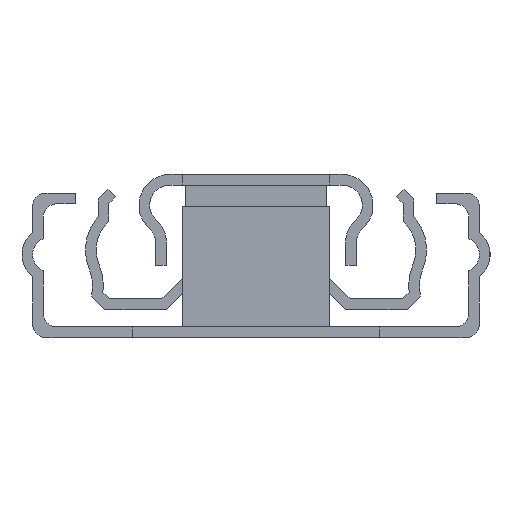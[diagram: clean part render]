
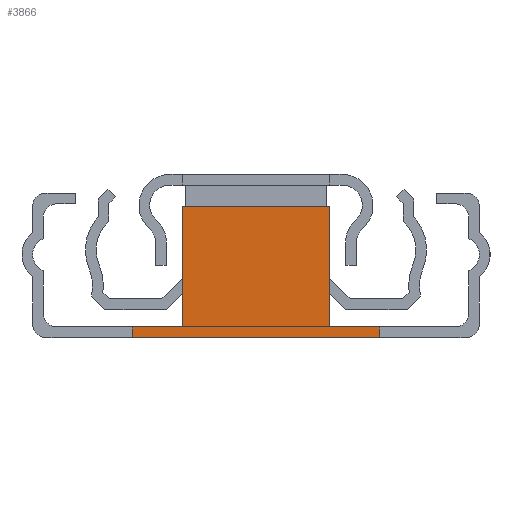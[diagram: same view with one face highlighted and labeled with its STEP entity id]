
A CAD part, left-side view. The second image highlights one B-rep face of the part: STEP entity #3866.
In plain terms, the highlighted planar face has unit normal (-1, 0, 0).
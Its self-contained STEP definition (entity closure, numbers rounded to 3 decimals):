
#3 = LINE ( 'NONE', #3565, #6669 ) ;
#94 = VECTOR ( 'NONE', #2841, 1000. ) ;
#144 = ORIENTED_EDGE ( 'NONE', *, *, #1364, .F. ) ;
#199 = ORIENTED_EDGE ( 'NONE', *, *, #4613, .T. ) ;
#243 = ORIENTED_EDGE ( 'NONE', *, *, #6107, .T. ) ;
#493 = CARTESIAN_POINT ( 'NONE',  ( -290.2, 9.25, 9.2 ) ) ;
#521 = CARTESIAN_POINT ( 'NONE',  ( -290.2, 0., 0. ) ) ;
#933 = CARTESIAN_POINT ( 'NONE',  ( -290.2, 0., 9.2 ) ) ;
#1050 = VECTOR ( 'NONE', #3529, 1000. ) ;
#1164 = EDGE_CURVE ( 'NONE', #5488, #5972, #5188, .T. ) ;
#1287 = DIRECTION ( 'NONE',  ( 0., -1., 0. ) ) ;
#1353 = VERTEX_POINT ( 'NONE', #1898 ) ;
#1364 = EDGE_CURVE ( 'NONE', #1469, #5488, #3102, .T. ) ;
#1469 = VERTEX_POINT ( 'NONE', #4847 ) ;
#1541 = EDGE_CURVE ( 'NONE', #3141, #3606, #5420, .T. ) ;
#1898 = CARTESIAN_POINT ( 'NONE',  ( -290.2, 5.5, 0. ) ) ;
#1947 = EDGE_CURVE ( 'NONE', #1469, #1353, #7112, .T. ) ;
#1984 = CARTESIAN_POINT ( 'NONE',  ( -290.2, 5.5, 9. ) ) ;
#2158 = EDGE_LOOP ( 'NONE', ( #199, #6042, #144, #7244, #4956, #3214, #243, #5519 ) ) ;
#2698 = CARTESIAN_POINT ( 'NONE',  ( -290.2, -5.5, 9. ) ) ;
#2702 = VECTOR ( 'NONE', #1287, 1000. ) ;
#2721 = DIRECTION ( 'NONE',  ( 0., 0., -1. ) ) ;
#2841 = DIRECTION ( 'NONE',  ( 0., 1., 0. ) ) ;
#3100 = VERTEX_POINT ( 'NONE', #3622 ) ;
#3102 = LINE ( 'NONE', #4223, #2702 ) ;
#3141 = VERTEX_POINT ( 'NONE', #7149 ) ;
#3179 = VECTOR ( 'NONE', #2721, 1000. ) ;
#3208 = DIRECTION ( 'NONE',  ( 0., 0., -1. ) ) ;
#3214 = ORIENTED_EDGE ( 'NONE', *, *, #4910, .T. ) ;
#3524 = AXIS2_PLACEMENT_3D ( 'NONE', #933, #5584, #3208 ) ;
#3529 = DIRECTION ( 'NONE',  ( 0., 0., -1. ) ) ;
#3565 = CARTESIAN_POINT ( 'NONE',  ( -290.2, 0., 0. ) ) ;
#3606 = VERTEX_POINT ( 'NONE', #7406 ) ;
#3618 = LINE ( 'NONE', #6498, #4346 ) ;
#3622 = CARTESIAN_POINT ( 'NONE',  ( -290.2, 9.25, -0.8 ) ) ;
#3697 = VECTOR ( 'NONE', #4351, 1000. ) ;
#3866 = ADVANCED_FACE ( 'NONE', ( #7194 ), #4968, .F. ) ;
#4223 = CARTESIAN_POINT ( 'NONE',  ( -290.2, 5.5, 9. ) ) ;
#4346 = VECTOR ( 'NONE', #5002, 1000. ) ;
#4351 = DIRECTION ( 'NONE',  ( 0., 0., -1. ) ) ;
#4545 = VERTEX_POINT ( 'NONE', #4717 ) ;
#4613 = EDGE_CURVE ( 'NONE', #3141, #5972, #3, .T. ) ;
#4645 = CARTESIAN_POINT ( 'NONE',  ( -290.2, -5.5, 9. ) ) ;
#4717 = CARTESIAN_POINT ( 'NONE',  ( -290.2, 9.25, 0. ) ) ;
#4847 = CARTESIAN_POINT ( 'NONE',  ( -290.2, 5.5, 9. ) ) ;
#4910 = EDGE_CURVE ( 'NONE', #4545, #3100, #6903, .T. ) ;
#4956 = ORIENTED_EDGE ( 'NONE', *, *, #5367, .T. ) ;
#4968 = PLANE ( 'NONE',  #3524 ) ;
#5002 = DIRECTION ( 'NONE',  ( 0., -1., 0. ) ) ;
#5188 = LINE ( 'NONE', #4645, #1050 ) ;
#5367 = EDGE_CURVE ( 'NONE', #1353, #4545, #5751, .T. ) ;
#5420 = LINE ( 'NONE', #7192, #3179 ) ;
#5488 = VERTEX_POINT ( 'NONE', #2698 ) ;
#5519 = ORIENTED_EDGE ( 'NONE', *, *, #1541, .F. ) ;
#5584 = DIRECTION ( 'NONE',  ( 1., 0., 0. ) ) ;
#5751 = LINE ( 'NONE', #521, #94 ) ;
#5918 = CARTESIAN_POINT ( 'NONE',  ( -290.2, -5.5, 0. ) ) ;
#5972 = VERTEX_POINT ( 'NONE', #5918 ) ;
#6042 = ORIENTED_EDGE ( 'NONE', *, *, #1164, .F. ) ;
#6107 = EDGE_CURVE ( 'NONE', #3100, #3606, #3618, .T. ) ;
#6485 = DIRECTION ( 'NONE',  ( 0., 1., 0. ) ) ;
#6498 = CARTESIAN_POINT ( 'NONE',  ( -290.2, 0., -0.8 ) ) ;
#6669 = VECTOR ( 'NONE', #6485, 1000. ) ;
#6747 = DIRECTION ( 'NONE',  ( 0., 0., -1. ) ) ;
#6903 = LINE ( 'NONE', #493, #7417 ) ;
#7112 = LINE ( 'NONE', #1984, #3697 ) ;
#7149 = CARTESIAN_POINT ( 'NONE',  ( -290.2, -9.25, 0. ) ) ;
#7192 = CARTESIAN_POINT ( 'NONE',  ( -290.2, -9.25, 9.2 ) ) ;
#7194 = FACE_OUTER_BOUND ( 'NONE', #2158, .T. ) ;
#7244 = ORIENTED_EDGE ( 'NONE', *, *, #1947, .T. ) ;
#7406 = CARTESIAN_POINT ( 'NONE',  ( -290.2, -9.25, -0.8 ) ) ;
#7417 = VECTOR ( 'NONE', #6747, 1000. ) ;
